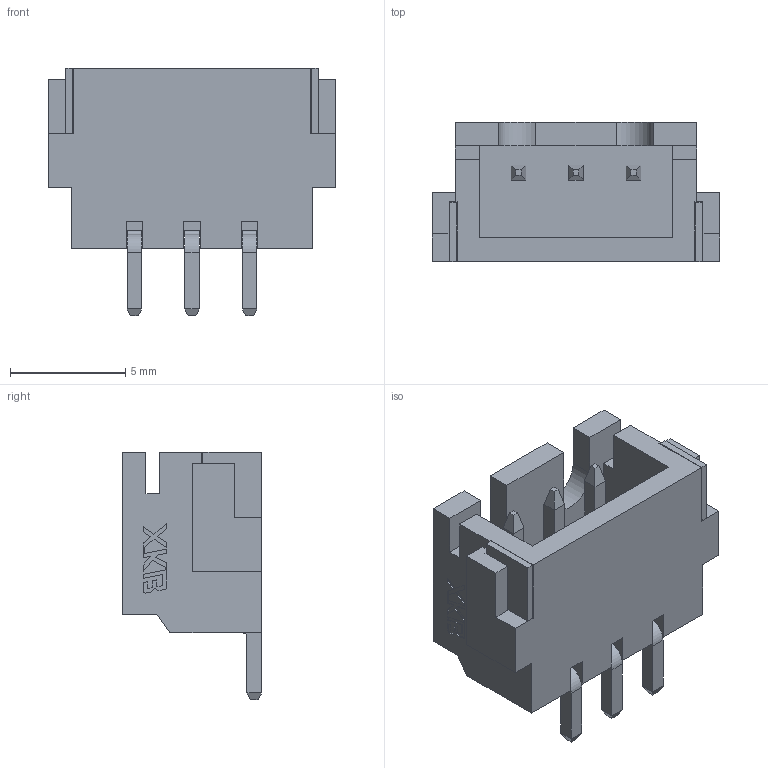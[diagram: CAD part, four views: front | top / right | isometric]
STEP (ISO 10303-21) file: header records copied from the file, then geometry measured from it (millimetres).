
FILE_DESCRIPTION(('FreeCAD Model'),'2;1');
FILE_NAME('Open CASCADE Shape Model','2023-09-27T10:50:10',( 'kicad StepUp'),('ksu MCAD'),'Open CASCADE STEP processor 7.6', 'FreeCAD','Unknown');
FILE_SCHEMA(('AUTOMOTIVE_DESIGN { 1 0 10303 214 1 1 1 1 }'));
Length unit declared in the file: millimetre
Products named in the file (4): X8821WRS-03-9TSN003; X8821WRS-03-9TSN; X8821WRS-03-9TSN001; X8821WRS-03-9TSN002
Assembly tree (3 placements, depth 2):
  X8821WRS-03-9TSN003
    X8821WRS-03-9TSN
    X8821WRS-03-9TSN001
    X8821WRS-03-9TSN002
Bounding box: 12.5 x 6.05 x 10.75 mm (x, y, z)
Volume: 275 mm3; surface area: 726.4 mm2
Topology: 3 solids, 3 shells, 243 faces, 660 edges, 432 vertices
Faces by surface type: plane 221, cylinder 22
Entity records: 9217 total; most frequent: CARTESIAN_POINT 1339, ORIENTED_EDGE 1320, DIRECTION 1198, EDGE_CURVE 660, LINE 616, VECTOR 616, VERTEX_POINT 432, AXIS2_PLACEMENT_3D 291
